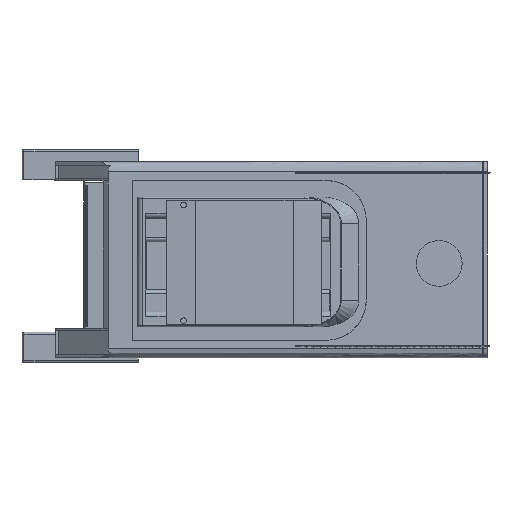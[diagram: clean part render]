
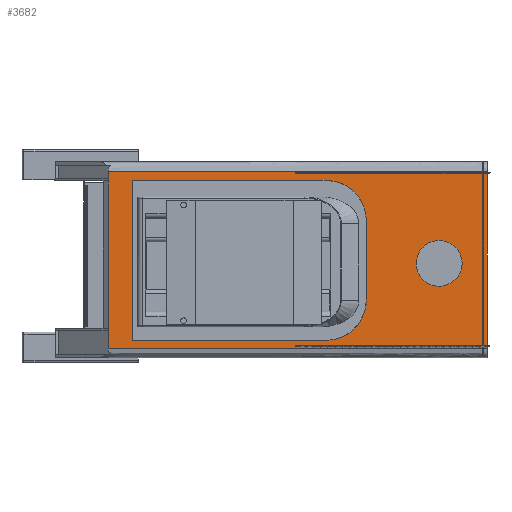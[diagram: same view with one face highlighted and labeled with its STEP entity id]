
A CAD part, top view. The second image highlights one B-rep face of the part: STEP entity #3682.
In plain terms, the highlighted free-form (B-spline) face has degree [1, 1] with [2, 2] control points.
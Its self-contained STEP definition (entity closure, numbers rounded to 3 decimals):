
#1461 = VERTEX_POINT('',#1462);
#1462 = CARTESIAN_POINT('',(80.847,-69.093,
    4.277));
#1467 = EDGE_CURVE('',#1461,#1468,#1470,.T.);
#1468 = VERTEX_POINT('',#1469);
#1469 = CARTESIAN_POINT('',(80.847,-77.21,
    4.277));
#1470 = B_SPLINE_CURVE_WITH_KNOTS('',1,(#1471,#1472),.UNSPECIFIED.,.F.,
  .F.,(2,2),(85.012,95.),.PIECEWISE_BEZIER_KNOTS.);
#1471 = CARTESIAN_POINT('',(80.847,-69.093,
    4.277));
#1472 = CARTESIAN_POINT('',(80.847,-77.21,
    4.277));
#2015 = VERTEX_POINT('',#2016);
#2016 = CARTESIAN_POINT('',(60.908,-32.669,
    4.25));
#2034 = EDGE_CURVE('',#2015,#2015,#2035,.T.);
#2035 = ( BOUNDED_CURVE() B_SPLINE_CURVE(2,(#2036,#2037,#2038,#2039,
#2040,#2041,#2042),.UNSPECIFIED.,.T.,.F.) B_SPLINE_CURVE_WITH_KNOTS((3,2
    ,2,3),(3.142,5.236,7.33,9.425),
.PIECEWISE_BEZIER_KNOTS.) CURVE() GEOMETRIC_REPRESENTATION_ITEM() 
RATIONAL_B_SPLINE_CURVE((1.,0.5,1.,0.5,1.,0.5,1.)) REPRESENTATION_ITEM(
  '') );
#2036 = CARTESIAN_POINT('',(60.908,-32.669,
    4.25));
#2037 = CARTESIAN_POINT('',(77.333,-32.669,
    4.273));
#2038 = CARTESIAN_POINT('',(69.121,-46.894,4.261
    ));
#2039 = CARTESIAN_POINT('',(60.908,-61.118,
    4.25));
#2040 = CARTESIAN_POINT('',(52.696,-46.894,
    4.239));
#2041 = CARTESIAN_POINT('',(44.484,-32.669,
    4.227));
#2042 = CARTESIAN_POINT('',(60.908,-32.669,
    4.25));
#2076 = VERTEX_POINT('',#2077);
#2077 = CARTESIAN_POINT('',(80.847,-4.064,
    4.277));
#2100 = VERTEX_POINT('',#2101);
#2101 = CARTESIAN_POINT('',(-76.059,-4.064,
    4.061));
#2107 = EDGE_CURVE('',#2100,#2076,#2108,.T.);
#2108 = B_SPLINE_CURVE_WITH_KNOTS('',1,(#2109,#2110),.UNSPECIFIED.,.F.,
  .F.,(2,2),(-138.052,55.008),.PIECEWISE_BEZIER_KNOTS.);
#2109 = CARTESIAN_POINT('',(-76.059,-4.064,
    4.061));
#2110 = CARTESIAN_POINT('',(80.847,-4.064,
    4.277));
#2189 = EDGE_CURVE('',#1468,#2190,#2192,.T.);
#2190 = VERTEX_POINT('',#2191);
#2191 = CARTESIAN_POINT('',(-76.059,-77.21,
    4.061));
#2192 = B_SPLINE_CURVE_WITH_KNOTS('',1,(#2193,#2194),.UNSPECIFIED.,.F.,
  .F.,(2,2),(-55.008,138.052),.PIECEWISE_BEZIER_KNOTS.);
#2193 = CARTESIAN_POINT('',(80.847,-77.21,
    4.277));
#2194 = CARTESIAN_POINT('',(-76.059,-77.21,
    4.061));
#2300 = EDGE_CURVE('',#2301,#2190,#2303,.T.);
#2301 = VERTEX_POINT('',#2302);
#2302 = CARTESIAN_POINT('',(-76.059,-9.771,
    4.061));
#2303 = B_SPLINE_CURVE_WITH_KNOTS('',1,(#2304,#2305),.UNSPECIFIED.,.F.,
  .F.,(2,2),(-37.978,45.),.PIECEWISE_BEZIER_KNOTS.);
#2304 = CARTESIAN_POINT('',(-76.059,-9.771,
    4.061));
#2305 = CARTESIAN_POINT('',(-76.059,-77.21,
    4.061));
#2486 = EDGE_CURVE('',#2100,#2301,#2487,.T.);
#2487 = B_SPLINE_CURVE_WITH_KNOTS('',1,(#2488,#2489),.UNSPECIFIED.,.F.,
  .F.,(2,2),(-45.,-37.978),.PIECEWISE_BEZIER_KNOTS.);
#2488 = CARTESIAN_POINT('',(-76.059,-4.064,
    4.061));
#2489 = CARTESIAN_POINT('',(-76.059,-9.771,
    4.061));
#2918 = VERTEX_POINT('',#2919);
#2919 = CARTESIAN_POINT('',(80.847,-7.891,
    4.277));
#3652 = EDGE_CURVE('',#2918,#1461,#3653,.T.);
#3653 = B_SPLINE_CURVE_WITH_KNOTS('',1,(#3654,#3655),.UNSPECIFIED.,.F.,
  .F.,(2,2),(9.709,85.012),.PIECEWISE_BEZIER_KNOTS.);
#3654 = CARTESIAN_POINT('',(80.847,-7.891,
    4.277));
#3655 = CARTESIAN_POINT('',(80.847,-69.093,
    4.277));
#3670 = EDGE_CURVE('',#2076,#2918,#3671,.T.);
#3671 = B_SPLINE_CURVE_WITH_KNOTS('',1,(#3672,#3673),.UNSPECIFIED.,.F.,
  .F.,(2,2),(5.,9.709),.PIECEWISE_BEZIER_KNOTS.);
#3672 = CARTESIAN_POINT('',(80.847,-4.064,
    4.277));
#3673 = CARTESIAN_POINT('',(80.847,-7.891,
    4.277));
#3682 = ADVANCED_FACE('',(#3683,#3692),#3695,.T.);
#3683 = FACE_BOUND('',#3684,.T.);
#3684 = EDGE_LOOP('',(#3685,#3686,#3687,#3688,#3689,#3690,#3691));
#3685 = ORIENTED_EDGE('',*,*,#2107,.F.);
#3686 = ORIENTED_EDGE('',*,*,#2486,.T.);
#3687 = ORIENTED_EDGE('',*,*,#2300,.T.);
#3688 = ORIENTED_EDGE('',*,*,#2189,.F.);
#3689 = ORIENTED_EDGE('',*,*,#1467,.F.);
#3690 = ORIENTED_EDGE('',*,*,#3652,.F.);
#3691 = ORIENTED_EDGE('',*,*,#3670,.F.);
#3692 = FACE_BOUND('',#3693,.T.);
#3693 = EDGE_LOOP('',(#3694));
#3694 = ORIENTED_EDGE('',*,*,#2034,.T.);
#3695 = B_SPLINE_SURFACE_WITH_KNOTS('',1,1,(
    (#3696,#3697)
    ,(#3698,#3699
    )),.UNSPECIFIED.,.F.,.F.,.F.,(2,2),(2,2),(0.,
    193.06),(5.,95.),.PIECEWISE_BEZIER_KNOTS.);
#3696 = CARTESIAN_POINT('',(80.847,-4.064,
    4.277));
#3697 = CARTESIAN_POINT('',(80.847,-77.21,
    4.277));
#3698 = CARTESIAN_POINT('',(-76.059,-4.064,
    4.061));
#3699 = CARTESIAN_POINT('',(-76.059,-77.21,
    4.061));
